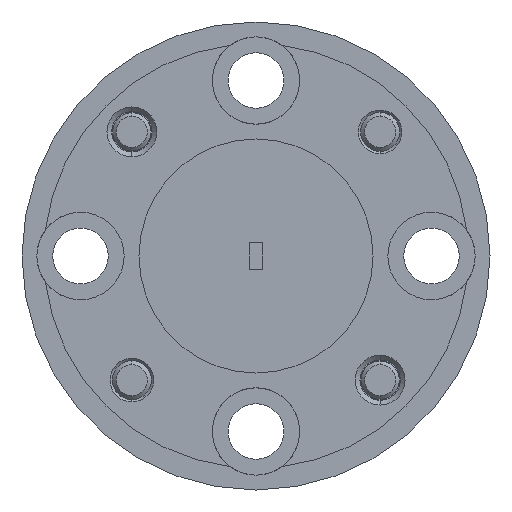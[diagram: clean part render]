
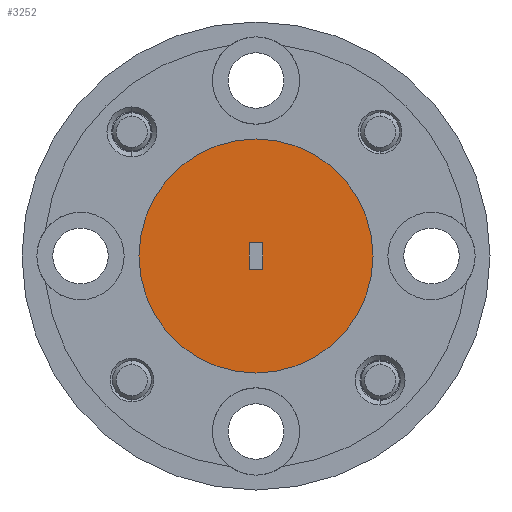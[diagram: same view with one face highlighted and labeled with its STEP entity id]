
A CAD part, left-side view. The second image highlights one B-rep face of the part: STEP entity #3252.
In plain terms, the highlighted planar face has unit normal (-1, 0, 0).
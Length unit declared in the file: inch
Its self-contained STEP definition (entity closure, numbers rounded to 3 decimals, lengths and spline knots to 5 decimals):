
#499 = LINE ( 'NONE', #6722, #5472 ) ;
#544 = CARTESIAN_POINT ( 'NONE',  ( 0., -0.01075, -0.0215 ) ) ;
#656 = PLANE ( 'NONE',  #3628 ) ;
#790 = ORIENTED_EDGE ( 'NONE', *, *, #4168, .T. ) ;
#800 = ORIENTED_EDGE ( 'NONE', *, *, #1775, .T. ) ;
#885 = VECTOR ( 'NONE', #5055, 39.37008 ) ;
#889 = ORIENTED_EDGE ( 'NONE', *, *, #1826, .T. ) ;
#1270 = EDGE_LOOP ( 'NONE', ( #800, #4590 ) ) ;
#1544 = VERTEX_POINT ( 'NONE', #5380 ) ;
#1567 = VERTEX_POINT ( 'NONE', #6702 ) ;
#1609 = EDGE_CURVE ( 'NONE', #2539, #1666, #5179, .T. ) ;
#1666 = VERTEX_POINT ( 'NONE', #3051 ) ;
#1691 = DIRECTION ( 'NONE',  ( 0., 0., 1. ) ) ;
#1775 = EDGE_CURVE ( 'NONE', #1666, #2539, #4594, .T. ) ;
#1826 = EDGE_CURVE ( 'NONE', #1544, #5589, #5474, .T. ) ;
#1979 = DIRECTION ( 'NONE',  ( 0., -1., 0. ) ) ;
#2045 = DIRECTION ( 'NONE',  ( -1., 0., 0. ) ) ;
#2539 = VERTEX_POINT ( 'NONE', #5563 ) ;
#2761 = EDGE_CURVE ( 'NONE', #3697, #1544, #4798, .T. ) ;
#2787 = AXIS2_PLACEMENT_3D ( 'NONE', #7128, #2045, #4314 ) ;
#3051 = CARTESIAN_POINT ( 'NONE',  ( 0., -0.1875, 0. ) ) ;
#3252 = ADVANCED_FACE ( 'NONE', ( #4067, #6894 ), #656, .T. ) ;
#3628 = AXIS2_PLACEMENT_3D ( 'NONE', #4715, #4598, #7005 ) ;
#3697 = VERTEX_POINT ( 'NONE', #7124 ) ;
#4067 = FACE_BOUND ( 'NONE', #6984, .T. ) ;
#4131 = ORIENTED_EDGE ( 'NONE', *, *, #7250, .T. ) ;
#4155 = CARTESIAN_POINT ( 'NONE',  ( 0., -0.01075, -0.0215 ) ) ;
#4168 = EDGE_CURVE ( 'NONE', #5589, #1567, #5598, .T. ) ;
#4314 = DIRECTION ( 'NONE',  ( 0., -1., 0. ) ) ;
#4590 = ORIENTED_EDGE ( 'NONE', *, *, #1609, .T. ) ;
#4594 = CIRCLE ( 'NONE', #2787, 0.1875 ) ;
#4598 = DIRECTION ( 'NONE',  ( -1., 0., 0. ) ) ;
#4715 = CARTESIAN_POINT ( 'NONE',  ( 0., 0., 0. ) ) ;
#4798 = LINE ( 'NONE', #7055, #6741 ) ;
#4836 = ORIENTED_EDGE ( 'NONE', *, *, #2761, .T. ) ;
#5055 = DIRECTION ( 'NONE',  ( 0., 1., 0. ) ) ;
#5179 = CIRCLE ( 'NONE', #6835, 0.1875 ) ;
#5380 = CARTESIAN_POINT ( 'NONE',  ( 0., -0.01075, 0.0215 ) ) ;
#5472 = VECTOR ( 'NONE', #1691, 39.37008 ) ;
#5474 = LINE ( 'NONE', #6119, #5628 ) ;
#5541 = DIRECTION ( 'NONE',  ( -1., 0., 0. ) ) ;
#5563 = CARTESIAN_POINT ( 'NONE',  ( 0., 0.1875, 0. ) ) ;
#5589 = VERTEX_POINT ( 'NONE', #4155 ) ;
#5598 = LINE ( 'NONE', #544, #885 ) ;
#5610 = DIRECTION ( 'NONE',  ( 0., -1., 0. ) ) ;
#5628 = VECTOR ( 'NONE', #6670, 39.37008 ) ;
#6119 = CARTESIAN_POINT ( 'NONE',  ( 0., -0.01075, -0.0215 ) ) ;
#6207 = CARTESIAN_POINT ( 'NONE',  ( 0., 0., 0. ) ) ;
#6670 = DIRECTION ( 'NONE',  ( 0., 0., -1. ) ) ;
#6702 = CARTESIAN_POINT ( 'NONE',  ( 0., 0.01075, -0.0215 ) ) ;
#6722 = CARTESIAN_POINT ( 'NONE',  ( 0., 0.01075, -0.0215 ) ) ;
#6741 = VECTOR ( 'NONE', #1979, 39.37008 ) ;
#6835 = AXIS2_PLACEMENT_3D ( 'NONE', #6207, #5541, #5610 ) ;
#6894 = FACE_OUTER_BOUND ( 'NONE', #1270, .T. ) ;
#6984 = EDGE_LOOP ( 'NONE', ( #4836, #889, #790, #4131 ) ) ;
#7005 = DIRECTION ( 'NONE',  ( 0., -1., 0. ) ) ;
#7055 = CARTESIAN_POINT ( 'NONE',  ( 0., -0.01075, 0.0215 ) ) ;
#7124 = CARTESIAN_POINT ( 'NONE',  ( 0., 0.01075, 0.0215 ) ) ;
#7128 = CARTESIAN_POINT ( 'NONE',  ( 0., 0., 0. ) ) ;
#7250 = EDGE_CURVE ( 'NONE', #1567, #3697, #499, .T. ) ;
